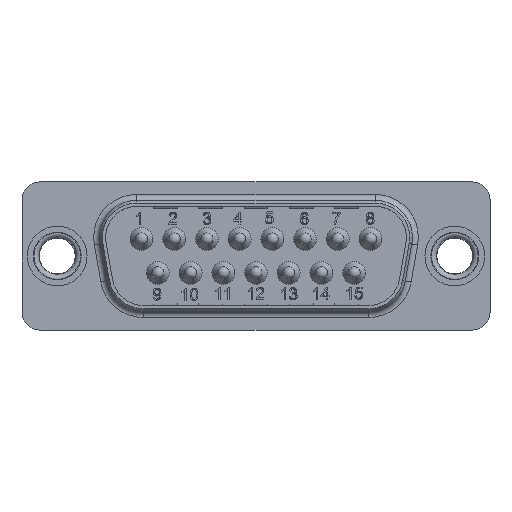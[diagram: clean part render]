
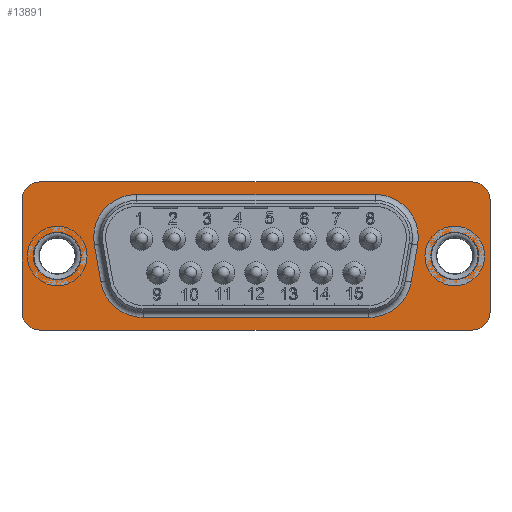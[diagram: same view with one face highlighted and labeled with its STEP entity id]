
A CAD part, top view. The second image highlights one B-rep face of the part: STEP entity #13891.
In plain terms, the highlighted face is planar.
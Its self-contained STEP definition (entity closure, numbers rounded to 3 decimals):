
#541=CIRCLE('',#14903,1.95);
#543=CIRCLE('',#14906,1.5);
#544=CIRCLE('',#14907,1.5);
#545=CIRCLE('',#14908,1.5);
#546=CIRCLE('',#14909,1.5);
#547=CIRCLE('',#14910,1.95);
#548=CIRCLE('',#14911,3.6);
#549=CIRCLE('',#14912,3.6);
#550=CIRCLE('',#14913,3.6);
#551=CIRCLE('',#14914,3.6);
#737=FACE_BOUND('',#2796,.T.);
#738=FACE_BOUND('',#2797,.T.);
#739=FACE_BOUND('',#2798,.T.);
#1137=PLANE('',#14905);
#1885=FACE_OUTER_BOUND('',#2795,.T.);
#2795=EDGE_LOOP('',(#12431,#12432,#12433,#12434,#12435,#12436,#12437,#12438));
#2796=EDGE_LOOP('',(#12439));
#2797=EDGE_LOOP('',(#12440,#12441,#12442,#12443,#12444,#12445,#12446,#12447));
#2798=EDGE_LOOP('',(#12448));
#4064=LINE('',#26219,#5407);
#4065=LINE('',#26223,#5408);
#4066=LINE('',#26227,#5409);
#4067=LINE('',#26230,#5410);
#4068=LINE('',#26235,#5411);
#4069=LINE('',#26239,#5412);
#4070=LINE('',#26243,#5413);
#4071=LINE('',#26247,#5414);
#5407=VECTOR('',#17720,10.);
#5408=VECTOR('',#17723,10.);
#5409=VECTOR('',#17726,10.);
#5410=VECTOR('',#17729,10.);
#5411=VECTOR('',#17732,10.);
#5412=VECTOR('',#17735,10.);
#5413=VECTOR('',#17738,10.);
#5414=VECTOR('',#17741,10.);
#7018=VERTEX_POINT('',#26211);
#7019=VERTEX_POINT('',#26215);
#7020=VERTEX_POINT('',#26216);
#7021=VERTEX_POINT('',#26218);
#7022=VERTEX_POINT('',#26220);
#7023=VERTEX_POINT('',#26222);
#7024=VERTEX_POINT('',#26224);
#7025=VERTEX_POINT('',#26226);
#7026=VERTEX_POINT('',#26228);
#7027=VERTEX_POINT('',#26231);
#7028=VERTEX_POINT('',#26233);
#7029=VERTEX_POINT('',#26234);
#7030=VERTEX_POINT('',#26236);
#7031=VERTEX_POINT('',#26238);
#7032=VERTEX_POINT('',#26240);
#7033=VERTEX_POINT('',#26242);
#7034=VERTEX_POINT('',#26244);
#7035=VERTEX_POINT('',#26246);
#8854=EDGE_CURVE('',#7018,#7018,#541,.T.);
#8856=EDGE_CURVE('',#7019,#7020,#543,.T.);
#8857=EDGE_CURVE('',#7021,#7019,#4064,.T.);
#8858=EDGE_CURVE('',#7022,#7021,#544,.T.);
#8859=EDGE_CURVE('',#7023,#7022,#4065,.T.);
#8860=EDGE_CURVE('',#7024,#7023,#545,.T.);
#8861=EDGE_CURVE('',#7025,#7024,#4066,.T.);
#8862=EDGE_CURVE('',#7026,#7025,#546,.T.);
#8863=EDGE_CURVE('',#7020,#7026,#4067,.T.);
#8864=EDGE_CURVE('',#7027,#7027,#547,.T.);
#8865=EDGE_CURVE('',#7028,#7029,#4068,.T.);
#8866=EDGE_CURVE('',#7030,#7028,#548,.T.);
#8867=EDGE_CURVE('',#7031,#7030,#4069,.T.);
#8868=EDGE_CURVE('',#7032,#7031,#549,.T.);
#8869=EDGE_CURVE('',#7033,#7032,#4070,.T.);
#8870=EDGE_CURVE('',#7034,#7033,#550,.T.);
#8871=EDGE_CURVE('',#7035,#7034,#4071,.T.);
#8872=EDGE_CURVE('',#7029,#7035,#551,.T.);
#12431=ORIENTED_EDGE('',*,*,#8856,.F.);
#12432=ORIENTED_EDGE('',*,*,#8857,.F.);
#12433=ORIENTED_EDGE('',*,*,#8858,.F.);
#12434=ORIENTED_EDGE('',*,*,#8859,.F.);
#12435=ORIENTED_EDGE('',*,*,#8860,.F.);
#12436=ORIENTED_EDGE('',*,*,#8861,.F.);
#12437=ORIENTED_EDGE('',*,*,#8862,.F.);
#12438=ORIENTED_EDGE('',*,*,#8863,.F.);
#12439=ORIENTED_EDGE('',*,*,#8864,.F.);
#12440=ORIENTED_EDGE('',*,*,#8865,.F.);
#12441=ORIENTED_EDGE('',*,*,#8866,.F.);
#12442=ORIENTED_EDGE('',*,*,#8867,.F.);
#12443=ORIENTED_EDGE('',*,*,#8868,.F.);
#12444=ORIENTED_EDGE('',*,*,#8869,.F.);
#12445=ORIENTED_EDGE('',*,*,#8870,.F.);
#12446=ORIENTED_EDGE('',*,*,#8871,.F.);
#12447=ORIENTED_EDGE('',*,*,#8872,.F.);
#12448=ORIENTED_EDGE('',*,*,#8854,.F.);
#13891=ADVANCED_FACE('',(#1885,#737,#738,#739),#1137,.F.);
#14903=AXIS2_PLACEMENT_3D('',#26212,#17712,#17713);
#14905=AXIS2_PLACEMENT_3D('',#26214,#17716,#17717);
#14906=AXIS2_PLACEMENT_3D('',#26217,#17718,#17719);
#14907=AXIS2_PLACEMENT_3D('',#26221,#17721,#17722);
#14908=AXIS2_PLACEMENT_3D('',#26225,#17724,#17725);
#14909=AXIS2_PLACEMENT_3D('',#26229,#17727,#17728);
#14910=AXIS2_PLACEMENT_3D('',#26232,#17730,#17731);
#14911=AXIS2_PLACEMENT_3D('',#26237,#17733,#17734);
#14912=AXIS2_PLACEMENT_3D('',#26241,#17736,#17737);
#14913=AXIS2_PLACEMENT_3D('',#26245,#17739,#17740);
#14914=AXIS2_PLACEMENT_3D('',#26248,#17742,#17743);
#17712=DIRECTION('center_axis',(0.,0.,-1.));
#17713=DIRECTION('ref_axis',(-1.,0.,0.));
#17716=DIRECTION('center_axis',(0.,0.,1.));
#17717=DIRECTION('ref_axis',(1.,0.,0.));
#17718=DIRECTION('center_axis',(0.,0.,1.));
#17719=DIRECTION('ref_axis',(-0.707,0.707,0.));
#17720=DIRECTION('',(-1.,0.,0.));
#17721=DIRECTION('center_axis',(0.,0.,1.));
#17722=DIRECTION('ref_axis',(0.707,0.707,0.));
#17723=DIRECTION('',(0.,1.,0.));
#17724=DIRECTION('center_axis',(0.,0.,1.));
#17725=DIRECTION('ref_axis',(0.707,-0.707,0.));
#17726=DIRECTION('',(1.,0.,0.));
#17727=DIRECTION('center_axis',(0.,0.,1.));
#17728=DIRECTION('ref_axis',(-0.707,-0.707,0.));
#17729=DIRECTION('',(0.,-1.,0.));
#17730=DIRECTION('center_axis',(0.,0.,-1.));
#17731=DIRECTION('ref_axis',(-1.,0.,0.));
#17732=DIRECTION('',(-1.,0.,0.));
#17733=DIRECTION('center_axis',(0.,0.,-1.));
#17734=DIRECTION('ref_axis',(0.643,-0.766,0.));
#17735=DIRECTION('',(-0.174,-0.985,0.));
#17736=DIRECTION('center_axis',(0.,0.,-1.));
#17737=DIRECTION('ref_axis',(0.766,0.643,0.));
#17738=DIRECTION('',(1.,0.,0.));
#17739=DIRECTION('center_axis',(0.,0.,-1.));
#17740=DIRECTION('ref_axis',(-0.766,0.643,0.));
#17741=DIRECTION('',(-0.174,0.985,0.));
#17742=DIRECTION('center_axis',(0.,0.,-1.));
#17743=DIRECTION('ref_axis',(-0.643,-0.766,0.));
#26211=CARTESIAN_POINT('',(14.7,0.,-0.5));
#26212=CARTESIAN_POINT('Origin',(16.65,0.,-0.5));
#26214=CARTESIAN_POINT('Origin',(10.063,0.028,-0.5));
#26215=CARTESIAN_POINT('',(-18.1,6.2,-0.5));
#26216=CARTESIAN_POINT('',(-19.6,4.7,-0.5));
#26217=CARTESIAN_POINT('Origin',(-18.1,4.7,-0.5));
#26218=CARTESIAN_POINT('',(18.1,6.2,-0.5));
#26219=CARTESIAN_POINT('',(19.6,6.2,-0.5));
#26220=CARTESIAN_POINT('',(19.6,4.7,-0.5));
#26221=CARTESIAN_POINT('Origin',(18.1,4.7,-0.5));
#26222=CARTESIAN_POINT('',(19.6,-4.7,-0.5));
#26223=CARTESIAN_POINT('',(19.6,-6.2,-0.5));
#26224=CARTESIAN_POINT('',(18.1,-6.2,-0.5));
#26225=CARTESIAN_POINT('Origin',(18.1,-4.7,-0.5));
#26226=CARTESIAN_POINT('',(-18.1,-6.2,-0.5));
#26227=CARTESIAN_POINT('',(-19.6,-6.2,-0.5));
#26228=CARTESIAN_POINT('',(-19.6,-4.7,-0.5));
#26229=CARTESIAN_POINT('Origin',(-18.1,-4.7,-0.5));
#26230=CARTESIAN_POINT('',(-19.6,6.2,-0.5));
#26231=CARTESIAN_POINT('',(-18.6,0.,-0.5));
#26232=CARTESIAN_POINT('Origin',(-16.65,0.,-0.5));
#26233=CARTESIAN_POINT('',(9.453,-5.15,-0.5));
#26234=CARTESIAN_POINT('',(-9.453,-5.15,-0.5));
#26235=CARTESIAN_POINT('',(5.032,-5.15,-0.5));
#26236=CARTESIAN_POINT('',(12.999,-2.175,-0.5));
#26237=CARTESIAN_POINT('Origin',(9.453,-1.55,-0.5));
#26238=CARTESIAN_POINT('',(13.545,0.925,-0.5));
#26239=CARTESIAN_POINT('',(13.143,-1.358,-0.5));
#26240=CARTESIAN_POINT('',(10.,5.15,-0.5));
#26241=CARTESIAN_POINT('Origin',(10.,1.55,-0.5));
#26242=CARTESIAN_POINT('',(-10.,5.15,-0.5));
#26243=CARTESIAN_POINT('',(5.032,5.15,-0.5));
#26244=CARTESIAN_POINT('',(-13.545,0.925,-0.5));
#26245=CARTESIAN_POINT('Origin',(-10.,1.55,-0.5));
#26246=CARTESIAN_POINT('',(-12.999,-2.175,-0.5));
#26247=CARTESIAN_POINT('',(-13.113,-1.529,-0.5));
#26248=CARTESIAN_POINT('Origin',(-9.453,-1.55,-0.5));
